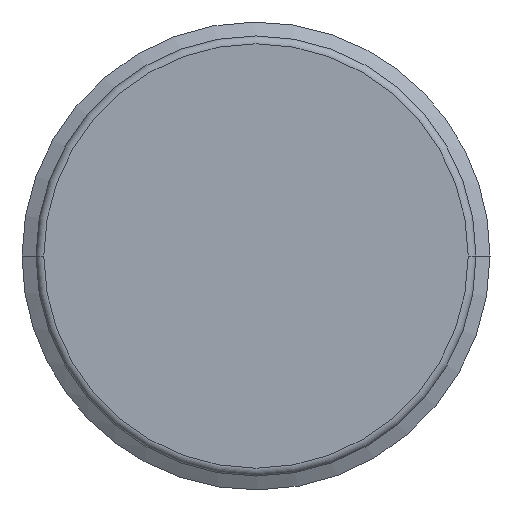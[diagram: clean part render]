
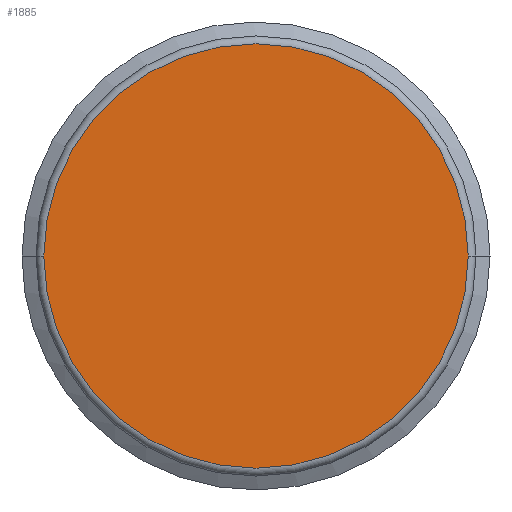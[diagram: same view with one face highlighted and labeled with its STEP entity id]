
A CAD part, left-side view. The second image highlights one B-rep face of the part: STEP entity #1885.
In plain terms, the highlighted planar face has unit normal (-1, 0, 0).
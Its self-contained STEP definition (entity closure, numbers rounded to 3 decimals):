
#11=CARTESIAN_POINT('',(-12.55,0.,0.75));
#12=DIRECTION('',(-1.,0.,0.));
#13=DIRECTION('',(0.,-1.,0.));
#14=AXIS2_PLACEMENT_3D('',#11,#12,#13);
#16=CARTESIAN_POINT('',(-12.55,0.,0.75));
#17=DIRECTION('',(-1.,0.,0.));
#18=DIRECTION('',(0.,1.,0.));
#19=AXIS2_PLACEMENT_3D('',#16,#17,#18);
#1595=CARTESIAN_POINT('',(-12.55,13.535,0.75));
#1597=VERTEX_POINT('',#1595);
#1601=CARTESIAN_POINT('',(-12.55,-13.535,0.75));
#1602=VERTEX_POINT('',#1601);
#1875=CARTESIAN_POINT('',(-12.55,7.018,0.75));
#1876=DIRECTION('',(1.,0.,0.));
#1877=DIRECTION('',(0.,1.,0.));
#1878=AXIS2_PLACEMENT_3D('',#1875,#1876,#1877);
#1879=PLANE('',#1878);
#1880=ORIENTED_EDGE('',*,*,#1864,.F.);
#1882=ORIENTED_EDGE('',*,*,#1881,.F.);
#1883=EDGE_LOOP('',(#1880,#1882));
#1884=FACE_OUTER_BOUND('',#1883,.F.);
#15=CIRCLE('',#14,13.535);
#20=CIRCLE('',#19,13.535);
#1864=EDGE_CURVE('',#1602,#1597,#15,.T.);
#1881=EDGE_CURVE('',#1597,#1602,#20,.T.);
#1885=ADVANCED_FACE('',(#1884),#1879,.F.);
